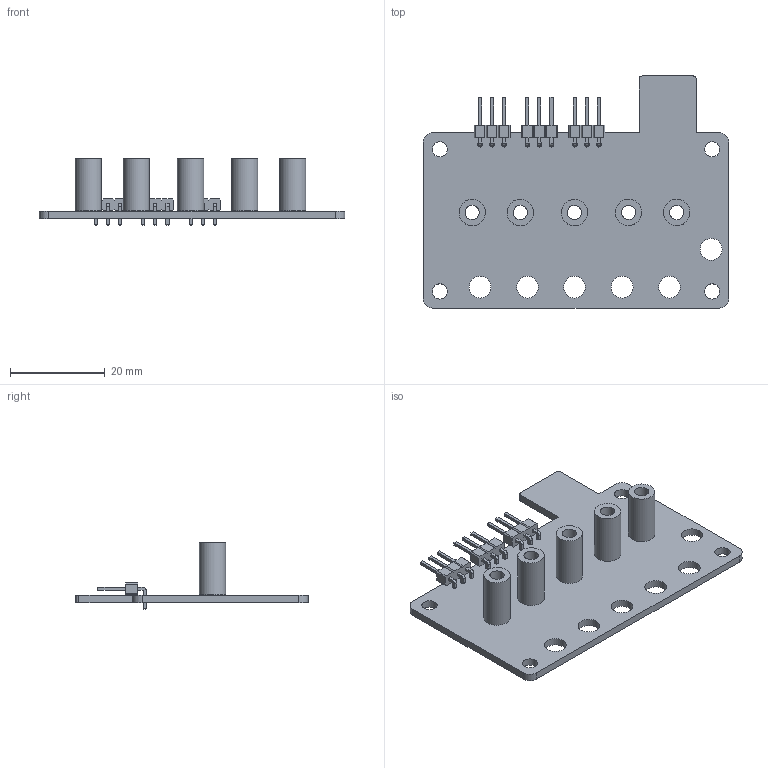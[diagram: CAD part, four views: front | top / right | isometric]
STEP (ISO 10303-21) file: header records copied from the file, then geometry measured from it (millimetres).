
FILE_DESCRIPTION(('KiCad electronic assembly'),'2;1');
FILE_NAME('microjuice.step','2022-06-26T22:55:25',('Pcbnew'),('Kicad'), 'Open CASCADE STEP processor 7.6','KiCad to STEP converter','Unknown' );
FILE_SCHEMA(('AUTOMOTIVE_DESIGN { 1 0 10303 214 1 1 1 1 }'));
Length unit declared in the file: millimetre
Products named in the file (6): microjuice 1; SMTSO30; SOLID; PinHeader_1x03_P2.54mm_Horizontal; microjuice PCB
Assembly tree (11 placements, depth 3):
  microjuice 1
    SMTSO30  x5
      SOLID
    PinHeader_1x03_P2.54mm_Horizontal  x3
      SOLID
    microjuice PCB
Bounding box: 64.5 x 49 x 14 mm (x, y, z)
Volume: 4896.2 mm3; surface area: 7695.2 mm2
Topology: 9 solids, 9 shells, 330 faces, 790 edges, 501 vertices
Faces by surface type: bspline 290, cylinder 30, plane 10
Full cylindrical faces by diameter (mm): 1 x9, 3.2 x4, 4.25 x5, 4.6 x6
Entity records: 8761 total; most frequent: CARTESIAN_POINT 2826, ORIENTED_EDGE 664, PCURVE 664, DEFINITIONAL_REPRESENTATION 664, B_SPLINE_CURVE_WITH_KNOTS 629, DIRECTION 446, EDGE_CURVE 332, SURFACE_CURVE 304
